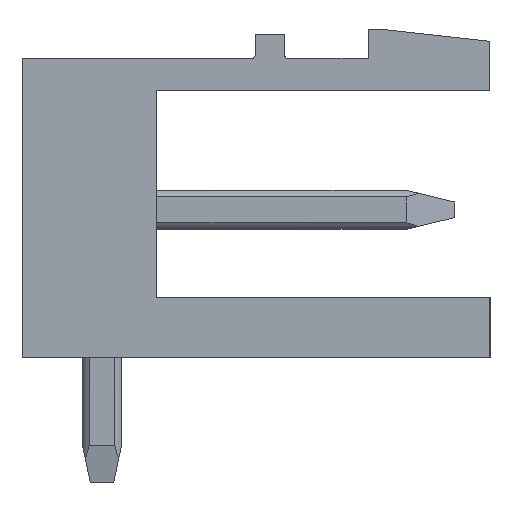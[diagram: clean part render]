
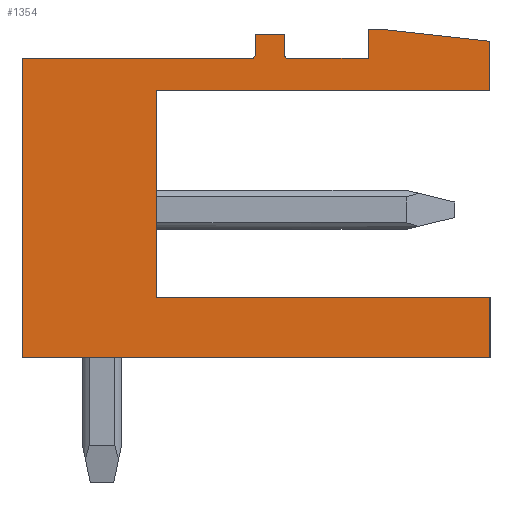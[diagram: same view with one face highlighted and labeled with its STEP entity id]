
A CAD part, left-side view. The second image highlights one B-rep face of the part: STEP entity #1354.
In plain terms, the highlighted planar face has unit normal (-1, 0, 0).
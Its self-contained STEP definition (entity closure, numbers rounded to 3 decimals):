
#332=AXIS2_PLACEMENT_3D('Circle Axis2P3D',#330,#331,$) ;
#463=AXIS2_PLACEMENT_3D('Circle Axis2P3D',#461,#462,$) ;
#1295=AXIS2_PLACEMENT_3D('Plane Axis2P3D',#1292,#1293,#1294) ;
#49=CARTESIAN_POINT('Vertex',(0.,2.8,11.63)) ;
#52=CARTESIAN_POINT('Line Origine',(0.,1.4,11.475)) ;
#56=CARTESIAN_POINT('Vertex',(0.,0.,11.32)) ;
#87=CARTESIAN_POINT('Vertex',(0.,3.12,11.63)) ;
#90=CARTESIAN_POINT('Line Origine',(0.,2.96,11.63)) ;
#272=CARTESIAN_POINT('Vertex',(0.,3.12,10.88)) ;
#275=CARTESIAN_POINT('Line Origine',(0.,3.12,11.255)) ;
#327=CARTESIAN_POINT('Vertex',(0.,5.27,10.98)) ;
#330=CARTESIAN_POINT('Axis2P3D Location',(0.,5.17,10.98)) ;
#334=CARTESIAN_POINT('Vertex',(0.,5.17,10.88)) ;
#365=CARTESIAN_POINT('Vertex',(0.,5.27,11.5)) ;
#368=CARTESIAN_POINT('Line Origine',(0.,5.27,11.24)) ;
#396=CARTESIAN_POINT('Vertex',(0.,6.02,11.5)) ;
#399=CARTESIAN_POINT('Line Origine',(0.,5.645,11.5)) ;
#427=CARTESIAN_POINT('Vertex',(0.,6.02,10.98)) ;
#430=CARTESIAN_POINT('Line Origine',(0.,6.02,11.24)) ;
#458=CARTESIAN_POINT('Vertex',(0.,6.12,10.88)) ;
#461=CARTESIAN_POINT('Axis2P3D Location',(0.,6.12,10.98)) ;
#489=CARTESIAN_POINT('Vertex',(0.,12.,10.88)) ;
#492=CARTESIAN_POINT('Line Origine',(0.,9.06,10.88)) ;
#520=CARTESIAN_POINT('Vertex',(0.,12.,3.2)) ;
#523=CARTESIAN_POINT('Line Origine',(0.,12.,7.04)) ;
#551=CARTESIAN_POINT('Vertex',(0.,0.,3.2)) ;
#554=CARTESIAN_POINT('Line Origine',(0.,6.,3.2)) ;
#1292=CARTESIAN_POINT('Axis2P3D Location',(0.,0.,0.)) ;
#1297=CARTESIAN_POINT('Line Origine',(0.,8.55,7.4)) ;
#1301=CARTESIAN_POINT('Vertex',(0.,8.55,4.74)) ;
#1303=CARTESIAN_POINT('Vertex',(0.,8.55,10.06)) ;
#1306=CARTESIAN_POINT('Line Origine',(0.,4.275,10.06)) ;
#1310=CARTESIAN_POINT('Vertex',(0.,0.,10.06)) ;
#1313=CARTESIAN_POINT('Line Origine',(0.,0.,10.69)) ;
#1318=CARTESIAN_POINT('Line Origine',(0.,4.145,10.88)) ;
#1323=CARTESIAN_POINT('Line Origine',(0.,0.,3.97)) ;
#1327=CARTESIAN_POINT('Vertex',(0.,0.,4.74)) ;
#1330=CARTESIAN_POINT('Line Origine',(0.,4.275,4.74)) ;
#53=DIRECTION('Vector Direction',(0.,0.994,0.11)) ;
#91=DIRECTION('Vector Direction',(0.,-1.,0.)) ;
#276=DIRECTION('Vector Direction',(0.,0.,-1.)) ;
#331=DIRECTION('Axis2P3D Direction',(-1.,0.,0.)) ;
#369=DIRECTION('Vector Direction',(0.,0.,-1.)) ;
#400=DIRECTION('Vector Direction',(0.,1.,0.)) ;
#431=DIRECTION('Vector Direction',(0.,0.,-1.)) ;
#462=DIRECTION('Axis2P3D Direction',(-1.,0.,0.)) ;
#493=DIRECTION('Vector Direction',(0.,1.,0.)) ;
#524=DIRECTION('Vector Direction',(0.,0.,-1.)) ;
#555=DIRECTION('Vector Direction',(0.,1.,0.)) ;
#1293=DIRECTION('Axis2P3D Direction',(-1.,0.,0.)) ;
#1294=DIRECTION('Axis2P3D XDirection',(0.,-1.,0.)) ;
#1298=DIRECTION('Vector Direction',(0.,0.,-1.)) ;
#1307=DIRECTION('Vector Direction',(0.,1.,0.)) ;
#1314=DIRECTION('Vector Direction',(0.,0.,1.)) ;
#1319=DIRECTION('Vector Direction',(0.,1.,0.)) ;
#1324=DIRECTION('Vector Direction',(0.,0.,-1.)) ;
#1331=DIRECTION('Vector Direction',(0.,-1.,0.)) ;
#54=VECTOR('Line Direction',#53,1.) ;
#92=VECTOR('Line Direction',#91,1.) ;
#277=VECTOR('Line Direction',#276,1.) ;
#370=VECTOR('Line Direction',#369,1.) ;
#401=VECTOR('Line Direction',#400,1.) ;
#432=VECTOR('Line Direction',#431,1.) ;
#494=VECTOR('Line Direction',#493,1.) ;
#525=VECTOR('Line Direction',#524,1.) ;
#556=VECTOR('Line Direction',#555,1.) ;
#1299=VECTOR('Line Direction',#1298,1.) ;
#1308=VECTOR('Line Direction',#1307,1.) ;
#1315=VECTOR('Line Direction',#1314,1.) ;
#1320=VECTOR('Line Direction',#1319,1.) ;
#1325=VECTOR('Line Direction',#1324,1.) ;
#1332=VECTOR('Line Direction',#1331,1.) ;
#1336=ORIENTED_EDGE('',*,*,#1305,.T.) ;
#1337=ORIENTED_EDGE('',*,*,#1312,.T.) ;
#1338=ORIENTED_EDGE('',*,*,#1317,.T.) ;
#1339=ORIENTED_EDGE('',*,*,#58,.T.) ;
#1340=ORIENTED_EDGE('',*,*,#94,.T.) ;
#1341=ORIENTED_EDGE('',*,*,#279,.T.) ;
#1342=ORIENTED_EDGE('',*,*,#1322,.T.) ;
#1343=ORIENTED_EDGE('',*,*,#336,.T.) ;
#1344=ORIENTED_EDGE('',*,*,#372,.T.) ;
#1345=ORIENTED_EDGE('',*,*,#403,.T.) ;
#1346=ORIENTED_EDGE('',*,*,#434,.T.) ;
#1347=ORIENTED_EDGE('',*,*,#465,.T.) ;
#1348=ORIENTED_EDGE('',*,*,#496,.T.) ;
#1349=ORIENTED_EDGE('',*,*,#527,.T.) ;
#1350=ORIENTED_EDGE('',*,*,#558,.T.) ;
#1351=ORIENTED_EDGE('',*,*,#1329,.T.) ;
#1352=ORIENTED_EDGE('',*,*,#1334,.T.) ;
#1354=ADVANCED_FACE('Housing',(#1353),#1296,.T.) ;
#333=CIRCLE('generated circle',#332,0.1) ;
#464=CIRCLE('generated circle',#463,0.1) ;
#58=EDGE_CURVE('',#57,#50,#55,.T.) ;
#94=EDGE_CURVE('',#50,#88,#93,.F.) ;
#279=EDGE_CURVE('',#88,#273,#278,.T.) ;
#336=EDGE_CURVE('',#335,#328,#333,.F.) ;
#372=EDGE_CURVE('',#328,#366,#371,.F.) ;
#403=EDGE_CURVE('',#366,#397,#402,.T.) ;
#434=EDGE_CURVE('',#397,#428,#433,.T.) ;
#465=EDGE_CURVE('',#428,#459,#464,.F.) ;
#496=EDGE_CURVE('',#459,#490,#495,.T.) ;
#527=EDGE_CURVE('',#490,#521,#526,.T.) ;
#558=EDGE_CURVE('',#521,#552,#557,.F.) ;
#1305=EDGE_CURVE('',#1302,#1304,#1300,.F.) ;
#1312=EDGE_CURVE('',#1304,#1311,#1309,.F.) ;
#1317=EDGE_CURVE('',#1311,#57,#1316,.T.) ;
#1322=EDGE_CURVE('',#273,#335,#1321,.T.) ;
#1329=EDGE_CURVE('',#552,#1328,#1326,.F.) ;
#1334=EDGE_CURVE('',#1328,#1302,#1333,.F.) ;
#1335=EDGE_LOOP('',(#1336,#1337,#1338,#1339,#1340,#1341,#1342,#1343,#1344,#1345,#1346,#1347,#1348,#1349,#1350,#1351,#1352)) ;
#1353=FACE_OUTER_BOUND('',#1335,.T.) ;
#55=LINE('Line',#52,#54) ;
#93=LINE('Line',#90,#92) ;
#278=LINE('Line',#275,#277) ;
#371=LINE('Line',#368,#370) ;
#402=LINE('Line',#399,#401) ;
#433=LINE('Line',#430,#432) ;
#495=LINE('Line',#492,#494) ;
#526=LINE('Line',#523,#525) ;
#557=LINE('Line',#554,#556) ;
#1300=LINE('Line',#1297,#1299) ;
#1309=LINE('Line',#1306,#1308) ;
#1316=LINE('Line',#1313,#1315) ;
#1321=LINE('Line',#1318,#1320) ;
#1326=LINE('Line',#1323,#1325) ;
#1333=LINE('Line',#1330,#1332) ;
#1296=PLANE('',#1295) ;
#50=VERTEX_POINT('',#49) ;
#57=VERTEX_POINT('',#56) ;
#88=VERTEX_POINT('',#87) ;
#273=VERTEX_POINT('',#272) ;
#328=VERTEX_POINT('',#327) ;
#335=VERTEX_POINT('',#334) ;
#366=VERTEX_POINT('',#365) ;
#397=VERTEX_POINT('',#396) ;
#428=VERTEX_POINT('',#427) ;
#459=VERTEX_POINT('',#458) ;
#490=VERTEX_POINT('',#489) ;
#521=VERTEX_POINT('',#520) ;
#552=VERTEX_POINT('',#551) ;
#1302=VERTEX_POINT('',#1301) ;
#1304=VERTEX_POINT('',#1303) ;
#1311=VERTEX_POINT('',#1310) ;
#1328=VERTEX_POINT('',#1327) ;
